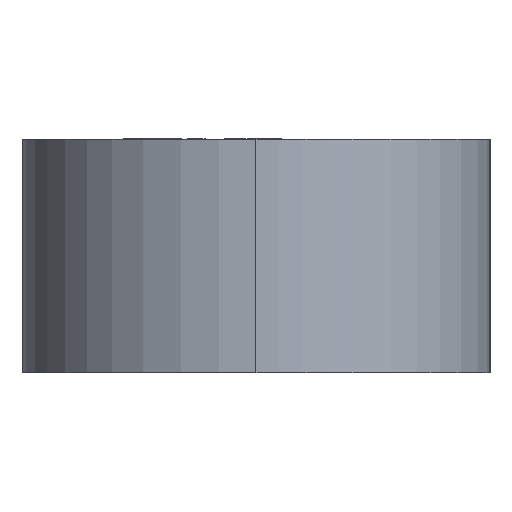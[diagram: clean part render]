
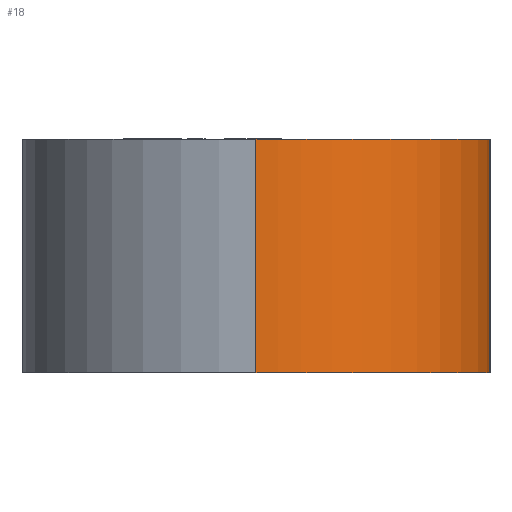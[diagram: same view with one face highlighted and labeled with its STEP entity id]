
A CAD part, left-side view. The second image highlights one B-rep face of the part: STEP entity #18.
In plain terms, the highlighted cylindrical face has radius 2.5 mm (diameter 5 mm), a partial arc.
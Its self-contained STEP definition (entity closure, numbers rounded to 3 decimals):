
#18=ADVANCED_FACE('',(#34),#200,.T.);
#34=FACE_OUTER_BOUND('',#48,.T.);
#48=EDGE_LOOP('',(#80,#81,#82,#83));
#80=ORIENTED_EDGE('',*,*,#132,.F.);
#81=ORIENTED_EDGE('',*,*,#131,.F.);
#82=ORIENTED_EDGE('',*,*,#130,.T.);
#83=ORIENTED_EDGE('',*,*,#121,.T.);
#121=EDGE_CURVE('',#181,#182,#164,.T.);
#130=EDGE_CURVE('',#187,#181,#154,.T.);
#131=EDGE_CURVE('',#187,#188,#168,.T.);
#132=EDGE_CURVE('',#188,#182,#155,.T.);
#154=B_SPLINE_CURVE_WITH_KNOTS('',1,(#390,#391),.UNSPECIFIED.,.F.,.F.,(2,
2),(-2.5,0.),.UNSPECIFIED.);
#155=B_SPLINE_CURVE_WITH_KNOTS('',1,(#395,#396),.UNSPECIFIED.,.F.,.F.,(2,
2),(-2.5,0.),.UNSPECIFIED.);
#164=(
BOUNDED_CURVE()
B_SPLINE_CURVE(2,(#368,#369,#370),.UNSPECIFIED.,.F.,.F.)
B_SPLINE_CURVE_WITH_KNOTS((3,3),(107.6,112.6),.UNSPECIFIED.)
CURVE()
GEOMETRIC_REPRESENTATION_ITEM()
RATIONAL_B_SPLINE_CURVE((1.,0.707,1.))
REPRESENTATION_ITEM('')
);
#168=(
BOUNDED_CURVE()
B_SPLINE_CURVE(2,(#392,#393,#394),.UNSPECIFIED.,.F.,.F.)
B_SPLINE_CURVE_WITH_KNOTS((3,3),(107.6,112.6),.UNSPECIFIED.)
CURVE()
GEOMETRIC_REPRESENTATION_ITEM()
RATIONAL_B_SPLINE_CURVE((1.,0.707,1.))
REPRESENTATION_ITEM('')
);
#181=VERTEX_POINT('',#343);
#182=VERTEX_POINT('',#344);
#187=VERTEX_POINT('',#349);
#188=VERTEX_POINT('',#350);
#200=CYLINDRICAL_SURFACE('',#302,2.5);
#302=AXIS2_PLACEMENT_3D('',#332,#317,$);
#317=DIRECTION('',(0.,0.,1.));
#332=CARTESIAN_POINT('',(-19.97,6.079,-1.35));
#343=CARTESIAN_POINT('',(-19.97,3.579,-0.1));
#344=CARTESIAN_POINT('',(-22.47,6.079,-0.1));
#349=CARTESIAN_POINT('',(-19.97,3.579,-2.6));
#350=CARTESIAN_POINT('',(-22.47,6.079,-2.6));
#368=CARTESIAN_POINT('',(-19.97,3.579,-0.1));
#369=CARTESIAN_POINT('',(-22.47,3.579,-0.1));
#370=CARTESIAN_POINT('',(-22.47,6.079,-0.1));
#390=CARTESIAN_POINT('',(-19.97,3.579,-2.6));
#391=CARTESIAN_POINT('',(-19.97,3.579,-0.1));
#392=CARTESIAN_POINT('',(-19.97,3.579,-2.6));
#393=CARTESIAN_POINT('',(-22.47,3.579,-2.6));
#394=CARTESIAN_POINT('',(-22.47,6.079,-2.6));
#395=CARTESIAN_POINT('',(-22.47,6.079,-2.6));
#396=CARTESIAN_POINT('',(-22.47,6.079,-0.1));
